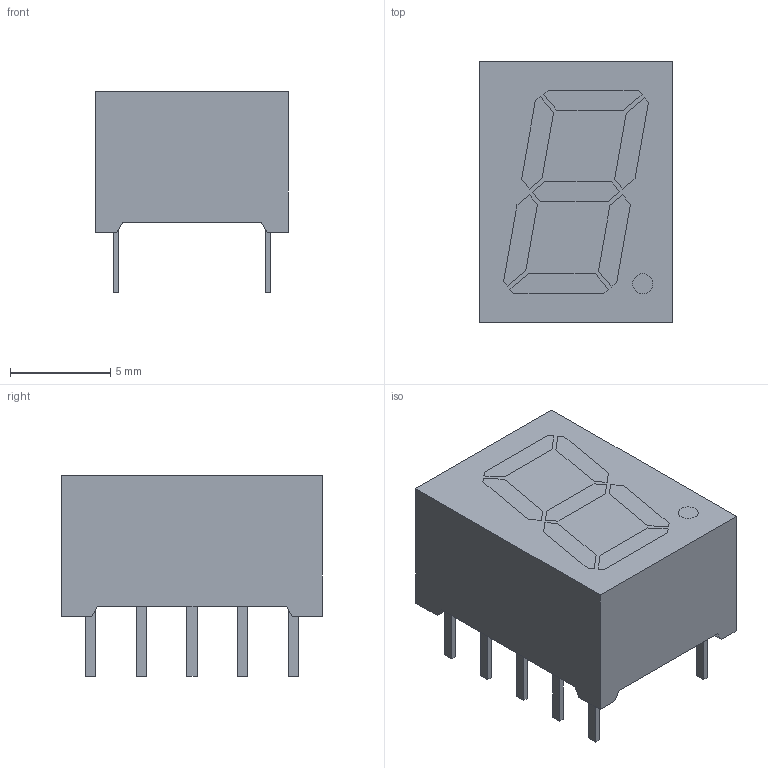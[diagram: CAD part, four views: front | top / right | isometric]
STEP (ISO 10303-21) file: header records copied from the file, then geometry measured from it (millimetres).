
FILE_DESCRIPTION(('STEP AP242'),'1');
FILE_NAME('la-401xd.stp','2020-11-26T04:27:07',('TraceParts'),('TraceParts S.A.'),'Spatial InterOp 3D',' ',' ');
FILE_SCHEMA(('AP242_MANAGED_MODEL_BASED_3D_ENGINEERING_MIM_LF {1 0 10303 442 1 1 4}'));
Length unit declared in the file: millimetre
Products named in the file (1): la-401xd_1
Bounding box: 9.6 x 13 x 10 mm (x, y, z)
Volume: 817.9 mm3; surface area: 1325.5 mm2
Topology: 12 solids, 12 shells, 188 faces, 468 edges, 312 vertices
Faces by surface type: plane 184, cylinder 4
Entity records: 7173 total; most frequent: CARTESIAN_POINT 980, ORIENTED_EDGE 936, DIRECTION 876, EDGE_CURVE 468, LINE 460, VECTOR 460, VERTEX_POINT 312, EDGE_LOOP 212
